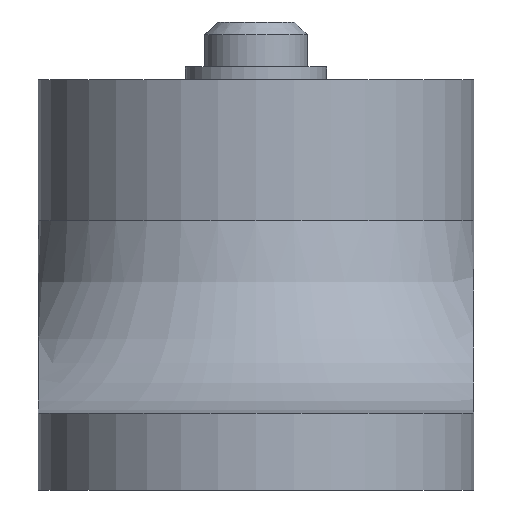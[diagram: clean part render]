
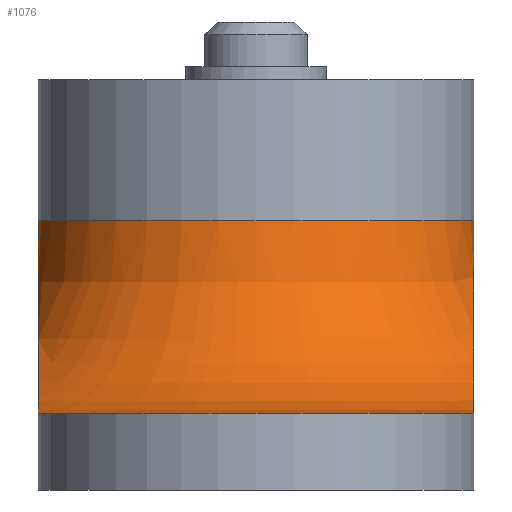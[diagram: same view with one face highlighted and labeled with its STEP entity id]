
A CAD part, left-side view. The second image highlights one B-rep face of the part: STEP entity #1076.
In plain terms, the highlighted toroidal (fillet/blend) face has major radius 32 mm and minor radius 15 mm.
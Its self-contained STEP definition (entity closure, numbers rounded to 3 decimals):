
#35=B_SPLINE_CURVE_WITH_KNOTS('',3,(#1710,#1711,#1712,#1713,#1714,#1715,
#1716,#1717,#1718,#1719,#1720,#1721),.UNSPECIFIED.,.F.,.F.,(4,2,2,2,2,4),
(7.711,8.297,8.883,9.339,9.796,
10.709),.UNSPECIFIED.);
#36=B_SPLINE_CURVE_WITH_KNOTS('',3,(#1725,#1726,#1727,#1728,#1729,#1730,
#1731,#1732,#1733,#1734,#1735,#1736),.UNSPECIFIED.,.F.,.F.,(4,2,2,2,2,4),
(0.,0.913,1.369,1.826,2.411,
2.997),.UNSPECIFIED.);
#37=TOROIDAL_SURFACE('',#1160,32.,15.);
#80=CIRCLE('',#1161,17.);
#81=CIRCLE('',#1162,32.);
#140=FACE_OUTER_BOUND('',#201,.T.);
#201=EDGE_LOOP('',(#807,#808,#809,#810));
#493=VERTEX_POINT('',#1708);
#494=VERTEX_POINT('',#1709);
#495=VERTEX_POINT('',#1722);
#496=VERTEX_POINT('',#1724);
#617=EDGE_CURVE('',#493,#494,#35,.T.);
#618=EDGE_CURVE('',#494,#495,#80,.T.);
#619=EDGE_CURVE('',#495,#496,#36,.T.);
#620=EDGE_CURVE('',#496,#493,#81,.T.);
#807=ORIENTED_EDGE('',*,*,#617,.T.);
#808=ORIENTED_EDGE('',*,*,#618,.T.);
#809=ORIENTED_EDGE('',*,*,#619,.T.);
#810=ORIENTED_EDGE('',*,*,#620,.T.);
#1076=ADVANCED_FACE('',(#140),#37,.F.);
#1160=AXIS2_PLACEMENT_3D('',#1707,#1348,#1349);
#1161=AXIS2_PLACEMENT_3D('',#1723,#1350,#1351);
#1162=AXIS2_PLACEMENT_3D('',#1737,#1352,#1353);
#1348=DIRECTION('center_axis',(0.,0.,-1.));
#1349=DIRECTION('ref_axis',(-1.,0.,0.));
#1350=DIRECTION('center_axis',(0.,0.,-1.));
#1351=DIRECTION('ref_axis',(-1.,0.,0.));
#1352=DIRECTION('center_axis',(0.,0.,1.));
#1353=DIRECTION('ref_axis',(-1.,0.,0.));
#1707=CARTESIAN_POINT('Origin',(32.5,0.,21.));
#1708=CARTESIAN_POINT('',(5.389,-17.,6.));
#1709=CARTESIAN_POINT('',(32.5,-17.,21.));
#1710=CARTESIAN_POINT('Ctrl Pts',(5.389,-17.,6.));
#1711=CARTESIAN_POINT('Ctrl Pts',(7.342,-17.,6.));
#1712=CARTESIAN_POINT('Ctrl Pts',(9.453,-17.,6.291));
#1713=CARTESIAN_POINT('Ctrl Pts',(13.542,-17.,7.41));
#1714=CARTESIAN_POINT('Ctrl Pts',(15.521,-17.,8.232));
#1715=CARTESIAN_POINT('Ctrl Pts',(18.609,-17.,9.824));
#1716=CARTESIAN_POINT('Ctrl Pts',(19.971,-17.,10.641));
#1717=CARTESIAN_POINT('Ctrl Pts',(22.657,-17.,12.461));
#1718=CARTESIAN_POINT('Ctrl Pts',(23.981,-17.,13.464));
#1719=CARTESIAN_POINT('Ctrl Pts',(27.845,-17.,16.619));
#1720=CARTESIAN_POINT('Ctrl Pts',(30.282,-17.,18.917));
#1721=CARTESIAN_POINT('Ctrl Pts',(32.5,-17.,21.));
#1722=CARTESIAN_POINT('',(32.5,17.,21.));
#1723=CARTESIAN_POINT('Origin',(32.5,0.,21.));
#1724=CARTESIAN_POINT('',(5.389,17.,6.));
#1725=CARTESIAN_POINT('Ctrl Pts',(32.5,17.,21.));
#1726=CARTESIAN_POINT('Ctrl Pts',(30.282,17.,18.917));
#1727=CARTESIAN_POINT('Ctrl Pts',(27.845,17.,16.619));
#1728=CARTESIAN_POINT('Ctrl Pts',(23.981,17.,13.464));
#1729=CARTESIAN_POINT('Ctrl Pts',(22.657,17.,12.461));
#1730=CARTESIAN_POINT('Ctrl Pts',(19.971,17.,10.641));
#1731=CARTESIAN_POINT('Ctrl Pts',(18.609,17.,9.824));
#1732=CARTESIAN_POINT('Ctrl Pts',(15.521,17.,8.232));
#1733=CARTESIAN_POINT('Ctrl Pts',(13.542,17.,7.41));
#1734=CARTESIAN_POINT('Ctrl Pts',(9.453,17.,6.291));
#1735=CARTESIAN_POINT('Ctrl Pts',(7.342,17.,6.));
#1736=CARTESIAN_POINT('Ctrl Pts',(5.389,17.,6.));
#1737=CARTESIAN_POINT('Origin',(32.5,0.,6.));
